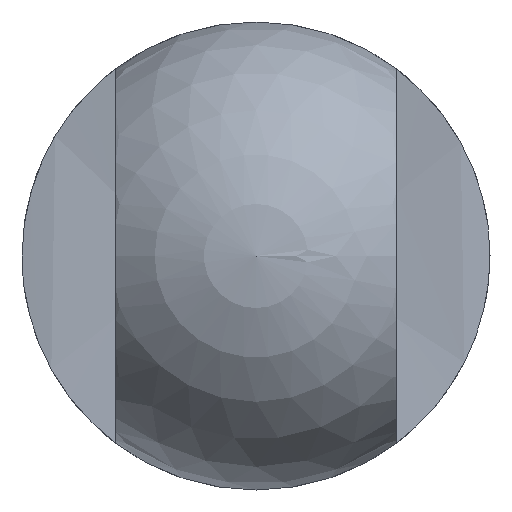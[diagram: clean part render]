
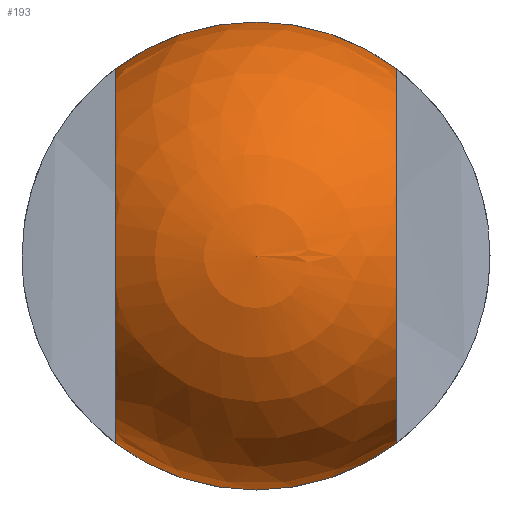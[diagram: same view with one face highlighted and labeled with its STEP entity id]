
A CAD part, left-side view. The second image highlights one B-rep face of the part: STEP entity #193.
In plain terms, the highlighted spherical face has radius 5 mm.
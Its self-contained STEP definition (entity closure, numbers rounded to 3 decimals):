
#14=SPHERICAL_SURFACE('',#225,5.);
#55=FACE_OUTER_BOUND('',#79,.T.);
#79=EDGE_LOOP('',(#170,#171,#172,#173));
#83=CIRCLE('',#202,5.);
#84=CIRCLE('',#203,5.);
#92=CIRCLE('',#218,4.);
#94=CIRCLE('',#222,4.);
#99=VERTEX_POINT('',#299);
#100=VERTEX_POINT('',#301);
#103=VERTEX_POINT('',#320);
#104=VERTEX_POINT('',#322);
#116=EDGE_CURVE('',#99,#100,#83,.T.);
#120=EDGE_CURVE('',#103,#104,#84,.T.);
#130=EDGE_CURVE('',#99,#104,#92,.T.);
#132=EDGE_CURVE('',#103,#100,#94,.T.);
#170=ORIENTED_EDGE('',*,*,#130,.T.);
#171=ORIENTED_EDGE('',*,*,#120,.F.);
#172=ORIENTED_EDGE('',*,*,#132,.T.);
#173=ORIENTED_EDGE('',*,*,#116,.F.);
#193=ADVANCED_FACE('',(#55),#14,.T.);
#202=AXIS2_PLACEMENT_3D('',#302,#238,#239);
#203=AXIS2_PLACEMENT_3D('',#323,#242,#243);
#218=AXIS2_PLACEMENT_3D('',#360,#273,#274);
#222=AXIS2_PLACEMENT_3D('',#365,#281,#282);
#225=AXIS2_PLACEMENT_3D('',#368,#287,#288);
#238=DIRECTION('center_axis',(1.,0.,0.));
#239=DIRECTION('ref_axis',(0.,1.,0.));
#242=DIRECTION('center_axis',(1.,0.,0.));
#243=DIRECTION('ref_axis',(0.,1.,0.));
#273=DIRECTION('center_axis',(0.,1.,0.));
#274=DIRECTION('ref_axis',(0.,0.,-1.));
#281=DIRECTION('center_axis',(0.,-1.,0.));
#282=DIRECTION('ref_axis',(0.,0.,1.));
#287=DIRECTION('center_axis',(1.,0.,0.));
#288=DIRECTION('ref_axis',(0.,-1.,0.));
#299=CARTESIAN_POINT('',(-16.,-3.,-4.));
#301=CARTESIAN_POINT('',(-16.,3.,-4.));
#302=CARTESIAN_POINT('Origin',(-16.,0.,0.));
#320=CARTESIAN_POINT('',(-16.,3.,4.));
#322=CARTESIAN_POINT('',(-16.,-3.,4.));
#323=CARTESIAN_POINT('Origin',(-16.,0.,0.));
#360=CARTESIAN_POINT('Origin',(-16.,-3.,0.));
#365=CARTESIAN_POINT('Origin',(-16.,3.,0.));
#368=CARTESIAN_POINT('Origin',(-16.,0.,0.));
